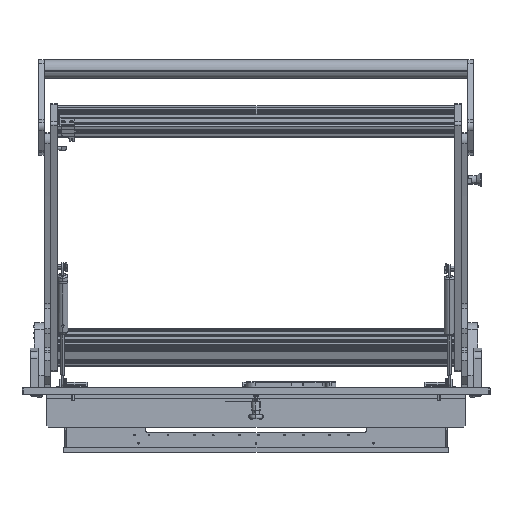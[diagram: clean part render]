
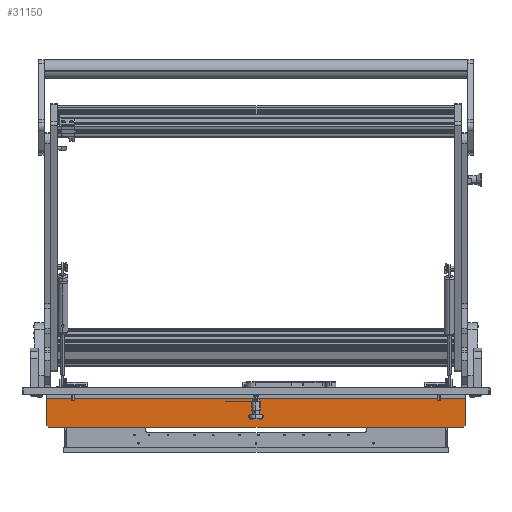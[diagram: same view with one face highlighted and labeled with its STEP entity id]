
A CAD part, top view. The second image highlights one B-rep face of the part: STEP entity #31150.
In plain terms, the highlighted face is planar.
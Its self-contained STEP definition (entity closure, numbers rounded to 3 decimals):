
#448 = DIRECTION ( 'NONE',  ( 0., 0., -1. ) ) ;
#593 = FACE_OUTER_BOUND ( 'NONE', #41837, .T. ) ;
#1466 = CIRCLE ( 'NONE', #78071, 1.7 ) ;
#2236 = VECTOR ( 'NONE', #42151, 1000. ) ;
#2329 = DIRECTION ( 'NONE',  ( 0., 1., 0. ) ) ;
#2431 = LINE ( 'NONE', #65963, #30411 ) ;
#2521 = CIRCLE ( 'NONE', #54886, 1.7 ) ;
#3011 = AXIS2_PLACEMENT_3D ( 'NONE', #83055, #20356, #6916 ) ;
#3731 = VERTEX_POINT ( 'NONE', #57507 ) ;
#4399 = CARTESIAN_POINT ( 'NONE',  ( -6., -47., 320. ) ) ;
#4554 = ORIENTED_EDGE ( 'NONE', *, *, #21817, .T. ) ;
#4646 = CARTESIAN_POINT ( 'NONE',  ( -6., -50., 317. ) ) ;
#4736 = AXIS2_PLACEMENT_3D ( 'NONE', #28464, #53344, #10025 ) ;
#5325 = VERTEX_POINT ( 'NONE', #11285 ) ;
#6916 = DIRECTION ( 'NONE',  ( 0., 1., 0. ) ) ;
#7419 = ORIENTED_EDGE ( 'NONE', *, *, #12093, .F. ) ;
#9083 = CARTESIAN_POINT ( 'NONE',  ( -6., -34., 7. ) ) ;
#10025 = DIRECTION ( 'NONE',  ( 0., 1., 0. ) ) ;
#10851 = EDGE_CURVE ( 'NONE', #3731, #38398, #69160, .T. ) ;
#11285 = CARTESIAN_POINT ( 'NONE',  ( -6., -47., -320. ) ) ;
#12093 = EDGE_CURVE ( 'NONE', #57970, #16599, #2431, .T. ) ;
#12209 = VECTOR ( 'NONE', #448, 1000. ) ;
#16259 = EDGE_CURVE ( 'NONE', #57970, #39552, #70524, .T. ) ;
#16599 = VERTEX_POINT ( 'NONE', #58200 ) ;
#19240 = VERTEX_POINT ( 'NONE', #55999 ) ;
#20356 = DIRECTION ( 'NONE',  ( 1., 0., 0. ) ) ;
#21817 = EDGE_CURVE ( 'NONE', #59792, #47652, #2521, .T. ) ;
#22872 = LINE ( 'NONE', #36654, #78434 ) ;
#23106 = CARTESIAN_POINT ( 'NONE',  ( -6., -34., -5.3 ) ) ;
#23303 = LINE ( 'NONE', #80181, #2236 ) ;
#23433 = ORIENTED_EDGE ( 'NONE', *, *, #41874, .T. ) ;
#23791 = EDGE_CURVE ( 'NONE', #24500, #5325, #23303, .T. ) ;
#24500 = VERTEX_POINT ( 'NONE', #74252 ) ;
#26781 = DIRECTION ( 'NONE',  ( 0., 0., -1. ) ) ;
#27492 = DIRECTION ( 'NONE',  ( 1., 0., 0. ) ) ;
#27949 = VECTOR ( 'NONE', #50697, 1000. ) ;
#28464 = CARTESIAN_POINT ( 'NONE',  ( -6., -34., 7. ) ) ;
#30411 = VECTOR ( 'NONE', #26781, 1000. ) ;
#30918 = CARTESIAN_POINT ( 'NONE',  ( -6., -47., 320. ) ) ;
#31150 = ADVANCED_FACE ( 'NONE', ( #76774, #39582, #593 ), #38777, .F. ) ;
#34846 = ORIENTED_EDGE ( 'NONE', *, *, #23791, .T. ) ;
#34913 = ORIENTED_EDGE ( 'NONE', *, *, #63357, .T. ) ;
#35147 = EDGE_CURVE ( 'NONE', #19240, #39552, #44829, .T. ) ;
#36654 = CARTESIAN_POINT ( 'NONE',  ( -6., -50., -317. ) ) ;
#38363 = ORIENTED_EDGE ( 'NONE', *, *, #35147, .F. ) ;
#38398 = VERTEX_POINT ( 'NONE', #56704 ) ;
#38777 = PLANE ( 'NONE',  #3011 ) ;
#39552 = VERTEX_POINT ( 'NONE', #4399 ) ;
#39582 = FACE_BOUND ( 'NONE', #41039, .T. ) ;
#39660 = CARTESIAN_POINT ( 'NONE',  ( -6., -34., -7. ) ) ;
#41039 = EDGE_LOOP ( 'NONE', ( #62980, #4554 ) ) ;
#41837 = EDGE_LOOP ( 'NONE', ( #7419, #44948, #38363, #49140, #34846, #34913 ) ) ;
#41874 = EDGE_CURVE ( 'NONE', #38398, #3731, #50527, .T. ) ;
#42151 = DIRECTION ( 'NONE',  ( 0., -1., 0. ) ) ;
#44829 = LINE ( 'NONE', #69358, #45557 ) ;
#44948 = ORIENTED_EDGE ( 'NONE', *, *, #16259, .T. ) ;
#45146 = AXIS2_PLACEMENT_3D ( 'NONE', #9083, #60376, #2329 ) ;
#45557 = VECTOR ( 'NONE', #70208, 1000. ) ;
#47652 = VERTEX_POINT ( 'NONE', #75166 ) ;
#49140 = ORIENTED_EDGE ( 'NONE', *, *, #81318, .T. ) ;
#49752 = EDGE_LOOP ( 'NONE', ( #23433, #62675 ) ) ;
#50527 = CIRCLE ( 'NONE', #45146, 1.7 ) ;
#50697 = DIRECTION ( 'NONE',  ( 0., 0.707, 0.707 ) ) ;
#50865 = LINE ( 'NONE', #58058, #12209 ) ;
#53191 = DIRECTION ( 'NONE',  ( 0., 1., 0. ) ) ;
#53344 = DIRECTION ( 'NONE',  ( 1., 0., 0. ) ) ;
#54886 = AXIS2_PLACEMENT_3D ( 'NONE', #39660, #27492, #53191 ) ;
#55637 = DIRECTION ( 'NONE',  ( 0., -0.707, 0.707 ) ) ;
#55999 = CARTESIAN_POINT ( 'NONE',  ( -6., -6., 320. ) ) ;
#56704 = CARTESIAN_POINT ( 'NONE',  ( -6., -34., 5.3 ) ) ;
#57507 = CARTESIAN_POINT ( 'NONE',  ( -6., -34., 8.7 ) ) ;
#57970 = VERTEX_POINT ( 'NONE', #4646 ) ;
#58058 = CARTESIAN_POINT ( 'NONE',  ( -6., -6., 320. ) ) ;
#58200 = CARTESIAN_POINT ( 'NONE',  ( -6., -50., -317. ) ) ;
#59792 = VERTEX_POINT ( 'NONE', #23106 ) ;
#60376 = DIRECTION ( 'NONE',  ( 1., 0., 0. ) ) ;
#62458 = CARTESIAN_POINT ( 'NONE',  ( -6., -34., -7. ) ) ;
#62675 = ORIENTED_EDGE ( 'NONE', *, *, #10851, .T. ) ;
#62980 = ORIENTED_EDGE ( 'NONE', *, *, #79877, .T. ) ;
#63357 = EDGE_CURVE ( 'NONE', #5325, #16599, #22872, .T. ) ;
#65963 = CARTESIAN_POINT ( 'NONE',  ( -6., -50., 320. ) ) ;
#69160 = CIRCLE ( 'NONE', #4736, 1.7 ) ;
#69358 = CARTESIAN_POINT ( 'NONE',  ( -6., -6., 320. ) ) ;
#70208 = DIRECTION ( 'NONE',  ( 0., -1., 0. ) ) ;
#70524 = LINE ( 'NONE', #30918, #27949 ) ;
#73872 = DIRECTION ( 'NONE',  ( 1., 0., 0. ) ) ;
#74252 = CARTESIAN_POINT ( 'NONE',  ( -6., -6., -320. ) ) ;
#75166 = CARTESIAN_POINT ( 'NONE',  ( -6., -34., -8.7 ) ) ;
#76774 = FACE_BOUND ( 'NONE', #49752, .T. ) ;
#78071 = AXIS2_PLACEMENT_3D ( 'NONE', #62458, #73872, #81027 ) ;
#78434 = VECTOR ( 'NONE', #55637, 1000. ) ;
#79877 = EDGE_CURVE ( 'NONE', #47652, #59792, #1466, .T. ) ;
#80181 = CARTESIAN_POINT ( 'NONE',  ( -6., -6., -320. ) ) ;
#81027 = DIRECTION ( 'NONE',  ( 0., 1., 0. ) ) ;
#81318 = EDGE_CURVE ( 'NONE', #19240, #24500, #50865, .T. ) ;
#83055 = CARTESIAN_POINT ( 'NONE',  ( -6., -6., 320. ) ) ;
